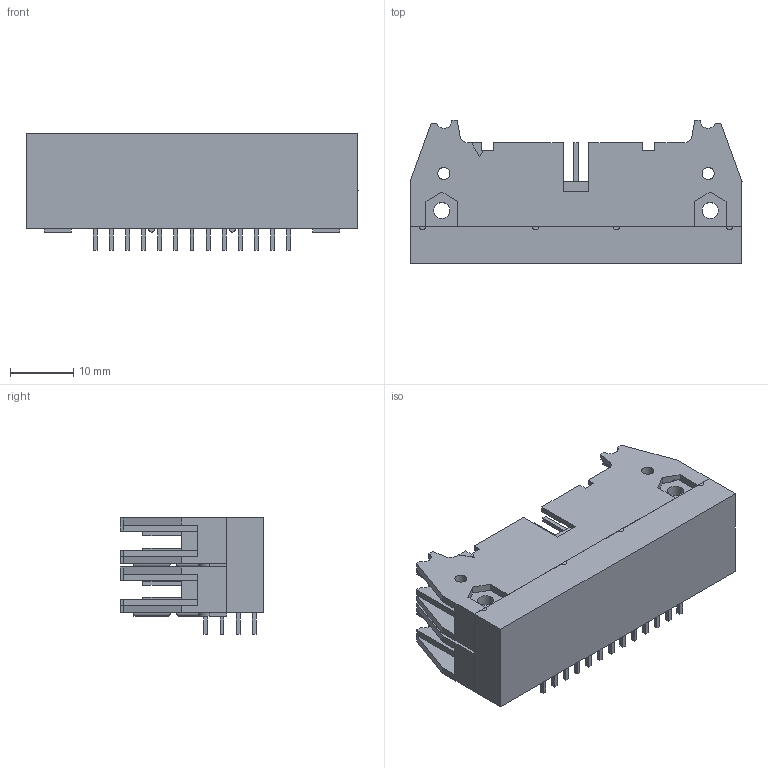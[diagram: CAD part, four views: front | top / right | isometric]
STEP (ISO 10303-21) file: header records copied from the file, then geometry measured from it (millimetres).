
FILE_DESCRIPTION(/* description */ (''),/* implementation_level */ '2;1');
FILE_NAME(/* name */ '3M_N3429-D002RB.stp',/* time_stamp */ '2015-12-09T11:23:16+01:00',/* author */ ('riccim'),/* organization */ (''),/* preprocessor_version */ 'ST-DEVELOPER v15.5',/* originating_system */ 'AutoCAD Mechanical',/* authorisation */ '');
FILE_SCHEMA (('AUTOMOTIVE_DESIGN { 1 0 10303 214 3 1 1 }'));
Length unit declared in the file: millimetre
Products named in the file (1): Product
Bounding box: 52.32 x 22.61 x 18.33 mm (x, y, z)
Volume: 8961.8 mm3; surface area: 9620.8 mm2
Topology: 107 solids, 107 shells, 922 faces, 2132 edges, 1412 vertices
Faces by surface type: plane 854, cylinder 68
Full cylindrical faces by diameter (mm): 1.905 x8, 2.54 x8
Entity records: 25804 total; most frequent: CARTESIAN_POINT 4791, ORIENTED_EDGE 4224, DIRECTION 4038, EDGE_CURVE 2104, LINE 1960, VECTOR 1960, VERTEX_POINT 1400, AXIS2_PLACEMENT_3D 1039
